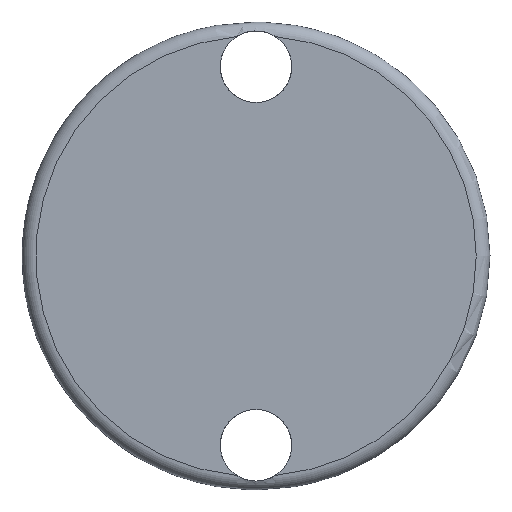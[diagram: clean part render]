
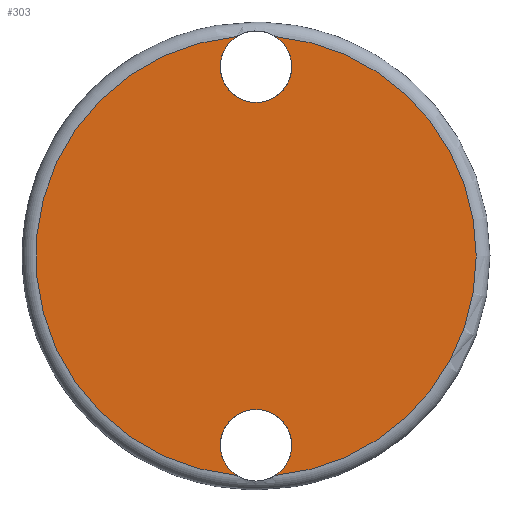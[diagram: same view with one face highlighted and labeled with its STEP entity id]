
A CAD part, front view. The second image highlights one B-rep face of the part: STEP entity #303.
In plain terms, the highlighted planar face has unit normal (0, -1, 0).
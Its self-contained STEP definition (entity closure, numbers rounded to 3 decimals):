
#152=ORIENTED_EDGE('',*,*,#196,.T.);
#153=ORIENTED_EDGE('',*,*,#197,.F.);
#154=ORIENTED_EDGE('',*,*,#198,.T.);
#155=ORIENTED_EDGE('',*,*,#199,.F.);
#176=CIRCLE('',#281,32.);
#177=CIRCLE('',#282,5.2);
#178=CIRCLE('',#283,32.);
#179=CIRCLE('',#284,5.2);
#186=VERTEX_POINT('',#315);
#187=VERTEX_POINT('',#316);
#188=VERTEX_POINT('',#318);
#189=VERTEX_POINT('',#320);
#196=EDGE_CURVE('',#186,#187,#176,.T.);
#197=EDGE_CURVE('',#188,#187,#177,.T.);
#198=EDGE_CURVE('',#188,#189,#178,.T.);
#199=EDGE_CURVE('',#186,#189,#179,.T.);
#208=EDGE_LOOP('',(#152,#153,#154,#155));
#224=FACE_BOUND('',#208,.T.);
#240=DIRECTION('',(0.,-1.,0.));
#241=DIRECTION('',(-1.,0.,0.));
#242=DIRECTION('',(0.,-1.,0.));
#243=DIRECTION('',(32.,0.,0.));
#244=DIRECTION('',(0.,-1.,0.));
#245=DIRECTION('',(0.,0.,5.2));
#246=DIRECTION('',(0.,-1.,0.));
#247=DIRECTION('',(32.,0.,0.));
#248=DIRECTION('',(0.,-1.,0.));
#249=DIRECTION('',(0.,0.,5.2));
#280=AXIS2_PLACEMENT_3D('',#314,#240,#241);
#281=AXIS2_PLACEMENT_3D('',#317,#242,#243);
#282=AXIS2_PLACEMENT_3D('',#319,#244,#245);
#283=AXIS2_PLACEMENT_3D('',#321,#246,#247);
#284=AXIS2_PLACEMENT_3D('',#322,#248,#249);
#300=PLANE('',#280);
#303=ADVANCED_FACE('',(#224),#300,.T.);
#314=CARTESIAN_POINT('',(0.,0.,0.));
#315=CARTESIAN_POINT('',(2.808,0.,-31.877));
#316=CARTESIAN_POINT('',(2.808,0.,31.877));
#317=CARTESIAN_POINT('',(0.,0.,0.));
#318=CARTESIAN_POINT('',(-2.808,0.,31.877));
#319=CARTESIAN_POINT('',(0.,0.,27.5));
#320=CARTESIAN_POINT('',(-2.808,0.,-31.877));
#321=CARTESIAN_POINT('',(0.,0.,0.));
#322=CARTESIAN_POINT('',(0.,0.,-27.5));
